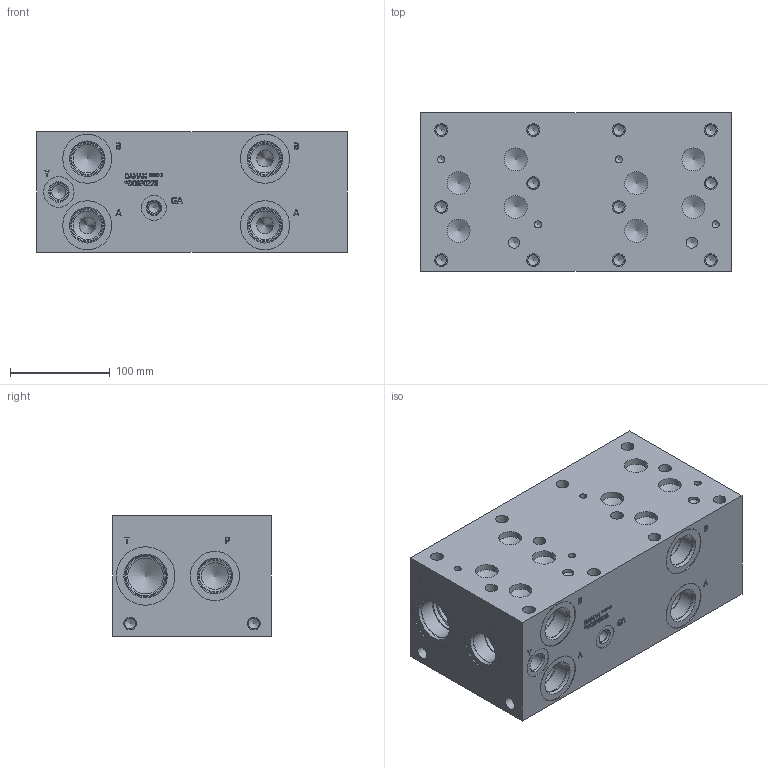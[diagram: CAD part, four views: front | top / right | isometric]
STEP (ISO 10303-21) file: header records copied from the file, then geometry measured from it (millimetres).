
FILE_DESCRIPTION(/* description */ (''),/* implementation_level */ '2;1');
FILE_NAME(/* name */ '_D08P027S.stp',/* time_stamp */ '2020-04-16T13:14:14-04:00',/* author */ ('devonn'),/* organization */ (''),/* preprocessor_version */ 'ST-DEVELOPER v17',/* originating_system */ 'Autodesk Inventor 2019',/* authorisation */ '');
FILE_SCHEMA (('AUTOMOTIVE_DESIGN { 1 0 10303 214 3 1 1 }'));
Length unit declared in the file: millimetre
Products named in the file (1): Part_DD08P027S_3D
Bounding box: 311.15 x 158.75 x 120.65 mm (x, y, z)
Volume: 5572707.7 mm3; surface area: 273104.7 mm2
Topology: 1 solids, 1 shells, 694 faces, 1877 edges, 1268 vertices
Faces by surface type: plane 364, bspline 152, cylinder 100, cone 78
Full cylindrical faces by diameter (mm): 7.137 x4, 10.719 x17, 11.113 x1, 11.125 x1, 12.7 x16, 12.9 x1, 14.275 x1, 14.3 x1, 14.529 x1, 17.501 x1, 19.05 x1, 19.253 x1, 23.012 x7, 23.017 x1, 25.019 x1, 26.975 x2, 28.575 x4, 30.632 x1, 31.267 x6, 33.34 x2, 33.35 x4, 33.757 x6, 35.509 x4, 35.712 x2, 39.218 x2, 41.275 x1, 41.28 x1, 41.758 x1, 43.51 x1, 49.124 x6
Entity records: 22975 total; most frequent: CARTESIAN_POINT 5776, ORIENTED_EDGE 3674, DIRECTION 2985, EDGE_CURVE 1837, VERTEX_POINT 1268, LINE 1167, VECTOR 1167, AXIS2_PLACEMENT_3D 909
